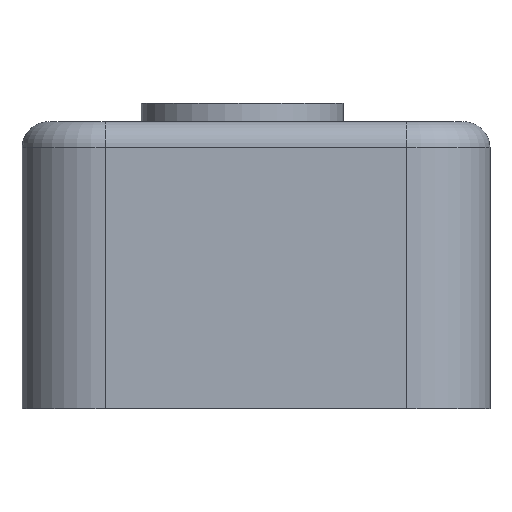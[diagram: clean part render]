
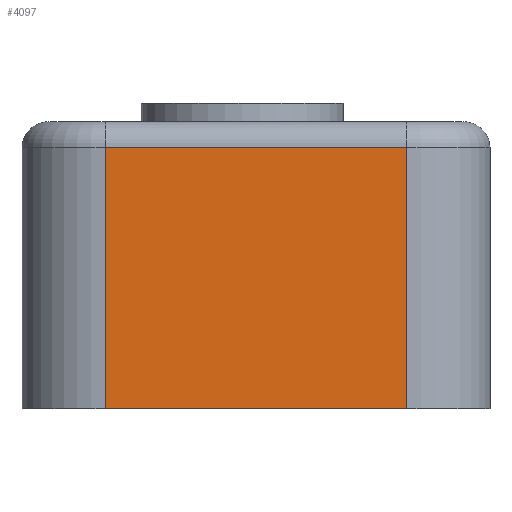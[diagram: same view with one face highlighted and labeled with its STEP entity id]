
A CAD part, left-side view. The second image highlights one B-rep face of the part: STEP entity #4097.
In plain terms, the highlighted planar face has unit normal (-1, 0, 0).
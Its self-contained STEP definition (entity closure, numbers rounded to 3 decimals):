
#495=FACE_OUTER_BOUND('',#727,.T.);
#727=EDGE_LOOP('',(#2816,#2817,#2818,#2819));
#987=LINE('',#5751,#1332);
#997=LINE('',#5801,#1342);
#998=LINE('',#5805,#1343);
#999=LINE('',#5806,#1344);
#1332=VECTOR('',#4716,10.);
#1342=VECTOR('',#4778,10.);
#1343=VECTOR('',#4783,10.);
#1344=VECTOR('',#4784,10.);
#1682=VERTEX_POINT('',#5748);
#1683=VERTEX_POINT('',#5750);
#1697=VERTEX_POINT('',#5800);
#1698=VERTEX_POINT('',#5804);
#2114=EDGE_CURVE('',#1682,#1683,#987,.T.);
#2140=EDGE_CURVE('',#1697,#1683,#997,.T.);
#2142=EDGE_CURVE('',#1698,#1682,#998,.T.);
#2143=EDGE_CURVE('',#1698,#1697,#999,.F.);
#2816=ORIENTED_EDGE('',*,*,#2114,.F.);
#2817=ORIENTED_EDGE('',*,*,#2142,.F.);
#2818=ORIENTED_EDGE('',*,*,#2143,.T.);
#2819=ORIENTED_EDGE('',*,*,#2140,.T.);
#3992=PLANE('',#4371);
#4097=ADVANCED_FACE('',(#495),#3992,.T.);
#4371=AXIS2_PLACEMENT_3D('',#5803,#4781,#4782);
#4716=DIRECTION('',(0.,-1.,0.));
#4778=DIRECTION('',(0.,0.,1.));
#4781=DIRECTION('center_axis',(-1.,0.,0.));
#4782=DIRECTION('ref_axis',(0.,-1.,0.));
#4783=DIRECTION('',(0.,0.,1.));
#4784=DIRECTION('',(0.,1.,0.));
#5748=CARTESIAN_POINT('',(-1.65,27.9,20.06));
#5750=CARTESIAN_POINT('',(-1.65,4.75,20.06));
#5751=CARTESIAN_POINT('',(-1.65,22.113,20.06));
#5800=CARTESIAN_POINT('',(-1.65,4.75,0.));
#5801=CARTESIAN_POINT('',(-1.65,4.75,0.));
#5803=CARTESIAN_POINT('Origin',(-1.65,27.9,0.));
#5804=CARTESIAN_POINT('',(-1.65,27.9,0.));
#5805=CARTESIAN_POINT('',(-1.65,27.9,0.));
#5806=CARTESIAN_POINT('',(-1.65,22.113,0.));
